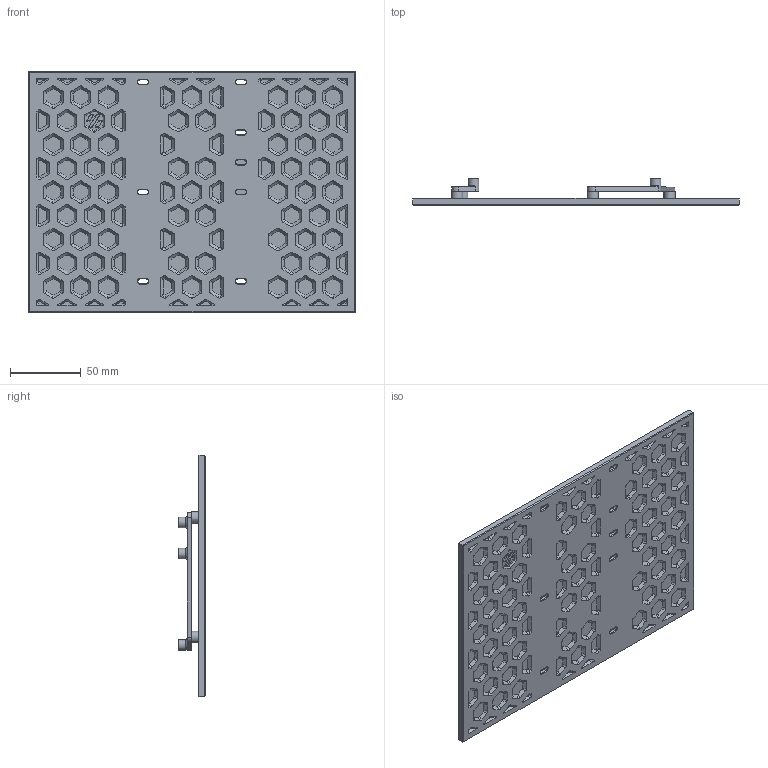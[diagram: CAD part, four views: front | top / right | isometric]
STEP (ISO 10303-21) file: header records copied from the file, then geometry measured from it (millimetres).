
FILE_DESCRIPTION(/* description */ ('','CAx-IF Rec.Pracs.---Representation and Presentation of Product Manufacturing Information (PMI)---4.0---2014-10-13'),/* implementation_level */ '2;1');
FILE_NAME(/* name */ 'Hex_Mid_Panel_Manta.step',/* time_stamp */ '2024-12-02T14:54:04-07:00',/* author */ (''),/* organization */ (''),/* preprocessor_version */ 'ST-DEVELOPER v20',/* originating_system */ 'Autodesk Translation Framework v13.20.0.188',/* authorisation */ '');
FILE_SCHEMA (('AP242_MANAGED_MODEL_BASED_3D_ENGINEERING_MIM_LF { 1 0 10303 442 1 1 4 }'));
Products named in the file (3): Hex_Mid_Panel_Manta; Electronics; M5P Spacers
Assembly tree (2 placements, depth 3):
  Hex_Mid_Panel_Manta
    Electronics
      M5P Spacers
Bounding box: 230 x 19 x 170 mm (x, y, z)
Volume: 113961.7 mm3; surface area: 98312.7 mm2
Topology: 3 solids, 3 shells, 1811 faces, 4918 edges, 3251 vertices
Faces by surface type: plane 952, cylinder 580, bspline 235, cone 32, torus 12
Full cylindrical faces by diameter (mm): 3.4 x4, 4.7 x8, 7.5 x4, 7.9 x4
Entity records: 60735 total; most frequent: CARTESIAN_POINT 15092, ORIENTED_EDGE 9836, DIRECTION 8923, EDGE_CURVE 4918, VERTEX_POINT 3251, LINE 3143, VECTOR 3143, AXIS2_PLACEMENT_3D 2890
